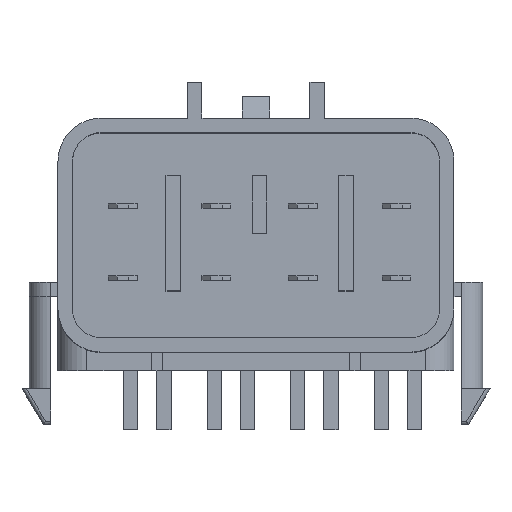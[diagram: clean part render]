
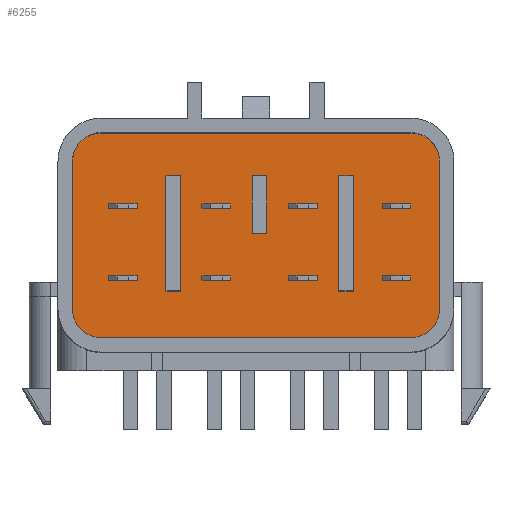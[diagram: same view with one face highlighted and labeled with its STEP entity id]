
A CAD part, top view. The second image highlights one B-rep face of the part: STEP entity #6255.
In plain terms, the highlighted planar face has unit normal (0, 0, 1).
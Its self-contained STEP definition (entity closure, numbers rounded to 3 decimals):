
#84=FACE_BOUND('',#589,.T.);
#85=FACE_BOUND('',#590,.T.);
#86=FACE_BOUND('',#591,.T.);
#101=CIRCLE('',#6685,2.);
#102=CIRCLE('',#6686,2.);
#103=CIRCLE('',#6687,2.);
#104=CIRCLE('',#6688,1.991);
#214=FACE_OUTER_BOUND('',#588,.T.);
#588=EDGE_LOOP('',(#4378,#4379,#4380,#4381,#4382,#4383,#4384,#4385));
#589=EDGE_LOOP('',(#4386,#4387,#4388,#4389));
#590=EDGE_LOOP('',(#4390,#4391,#4392,#4393));
#591=EDGE_LOOP('',(#4394,#4395,#4396,#4397));
#1069=LINE('',#9076,#1911);
#1070=LINE('',#9080,#1912);
#1071=LINE('',#9084,#1913);
#1072=LINE('',#9088,#1914);
#1073=LINE('',#9092,#1915);
#1074=LINE('',#9094,#1916);
#1075=LINE('',#9096,#1917);
#1076=LINE('',#9097,#1918);
#1077=LINE('',#9100,#1919);
#1078=LINE('',#9102,#1920);
#1079=LINE('',#9104,#1921);
#1080=LINE('',#9105,#1922);
#1081=LINE('',#9108,#1923);
#1082=LINE('',#9110,#1924);
#1083=LINE('',#9112,#1925);
#1084=LINE('',#9113,#1926);
#1911=VECTOR('',#7339,10.);
#1912=VECTOR('',#7342,10.);
#1913=VECTOR('',#7345,10.);
#1914=VECTOR('',#7348,10.);
#1915=VECTOR('',#7351,10.);
#1916=VECTOR('',#7352,10.);
#1917=VECTOR('',#7353,10.);
#1918=VECTOR('',#7354,10.);
#1919=VECTOR('',#7355,10.);
#1920=VECTOR('',#7356,10.);
#1921=VECTOR('',#7357,10.);
#1922=VECTOR('',#7358,10.);
#1923=VECTOR('',#7359,10.);
#1924=VECTOR('',#7360,10.);
#1925=VECTOR('',#7361,10.);
#1926=VECTOR('',#7362,10.);
#2711=VERTEX_POINT('',#9074);
#2712=VERTEX_POINT('',#9075);
#2713=VERTEX_POINT('',#9077);
#2714=VERTEX_POINT('',#9079);
#2715=VERTEX_POINT('',#9081);
#2716=VERTEX_POINT('',#9083);
#2717=VERTEX_POINT('',#9085);
#2718=VERTEX_POINT('',#9087);
#2719=VERTEX_POINT('',#9090);
#2720=VERTEX_POINT('',#9091);
#2721=VERTEX_POINT('',#9093);
#2722=VERTEX_POINT('',#9095);
#2723=VERTEX_POINT('',#9098);
#2724=VERTEX_POINT('',#9099);
#2725=VERTEX_POINT('',#9101);
#2726=VERTEX_POINT('',#9103);
#2727=VERTEX_POINT('',#9106);
#2728=VERTEX_POINT('',#9107);
#2729=VERTEX_POINT('',#9109);
#2730=VERTEX_POINT('',#9111);
#3351=EDGE_CURVE('',#2711,#2712,#1069,.T.);
#3352=EDGE_CURVE('',#2713,#2711,#101,.T.);
#3353=EDGE_CURVE('',#2714,#2713,#1070,.T.);
#3354=EDGE_CURVE('',#2715,#2714,#102,.T.);
#3355=EDGE_CURVE('',#2716,#2715,#1071,.T.);
#3356=EDGE_CURVE('',#2717,#2716,#103,.T.);
#3357=EDGE_CURVE('',#2718,#2717,#1072,.T.);
#3358=EDGE_CURVE('',#2712,#2718,#104,.T.);
#3359=EDGE_CURVE('',#2719,#2720,#1073,.T.);
#3360=EDGE_CURVE('',#2720,#2721,#1074,.T.);
#3361=EDGE_CURVE('',#2721,#2722,#1075,.T.);
#3362=EDGE_CURVE('',#2722,#2719,#1076,.T.);
#3363=EDGE_CURVE('',#2723,#2724,#1077,.T.);
#3364=EDGE_CURVE('',#2724,#2725,#1078,.T.);
#3365=EDGE_CURVE('',#2725,#2726,#1079,.T.);
#3366=EDGE_CURVE('',#2726,#2723,#1080,.T.);
#3367=EDGE_CURVE('',#2727,#2728,#1081,.T.);
#3368=EDGE_CURVE('',#2728,#2729,#1082,.T.);
#3369=EDGE_CURVE('',#2729,#2730,#1083,.T.);
#3370=EDGE_CURVE('',#2730,#2727,#1084,.T.);
#4378=ORIENTED_EDGE('',*,*,#3351,.F.);
#4379=ORIENTED_EDGE('',*,*,#3352,.F.);
#4380=ORIENTED_EDGE('',*,*,#3353,.F.);
#4381=ORIENTED_EDGE('',*,*,#3354,.F.);
#4382=ORIENTED_EDGE('',*,*,#3355,.F.);
#4383=ORIENTED_EDGE('',*,*,#3356,.F.);
#4384=ORIENTED_EDGE('',*,*,#3357,.F.);
#4385=ORIENTED_EDGE('',*,*,#3358,.F.);
#4386=ORIENTED_EDGE('',*,*,#3359,.T.);
#4387=ORIENTED_EDGE('',*,*,#3360,.T.);
#4388=ORIENTED_EDGE('',*,*,#3361,.T.);
#4389=ORIENTED_EDGE('',*,*,#3362,.T.);
#4390=ORIENTED_EDGE('',*,*,#3363,.T.);
#4391=ORIENTED_EDGE('',*,*,#3364,.T.);
#4392=ORIENTED_EDGE('',*,*,#3365,.T.);
#4393=ORIENTED_EDGE('',*,*,#3366,.T.);
#4394=ORIENTED_EDGE('',*,*,#3367,.T.);
#4395=ORIENTED_EDGE('',*,*,#3368,.T.);
#4396=ORIENTED_EDGE('',*,*,#3369,.T.);
#4397=ORIENTED_EDGE('',*,*,#3370,.T.);
#5905=PLANE('',#6684);
#6255=ADVANCED_FACE('',(#214,#84,#85,#86),#5905,.T.);
#6684=AXIS2_PLACEMENT_3D('',#9073,#7337,#7338);
#6685=AXIS2_PLACEMENT_3D('',#9078,#7340,#7341);
#6686=AXIS2_PLACEMENT_3D('',#9082,#7343,#7344);
#6687=AXIS2_PLACEMENT_3D('',#9086,#7346,#7347);
#6688=AXIS2_PLACEMENT_3D('',#9089,#7349,#7350);
#7337=DIRECTION('center_axis',(0.,0.,1.));
#7338=DIRECTION('ref_axis',(1.,0.,0.));
#7339=DIRECTION('',(0.,1.,0.));
#7340=DIRECTION('center_axis',(0.,0.,-1.));
#7341=DIRECTION('ref_axis',(-1.,0.,0.));
#7342=DIRECTION('',(-1.,0.,0.));
#7343=DIRECTION('center_axis',(0.,0.,-1.));
#7344=DIRECTION('ref_axis',(0.,-1.,0.));
#7345=DIRECTION('',(0.,-1.,0.));
#7346=DIRECTION('center_axis',(0.,0.,-1.));
#7347=DIRECTION('ref_axis',(1.,0.004,0.));
#7348=DIRECTION('',(1.,0.,0.));
#7349=DIRECTION('center_axis',(0.,0.,-1.));
#7350=DIRECTION('ref_axis',(0.004,1.,0.));
#7351=DIRECTION('',(0.,1.,0.));
#7352=DIRECTION('',(1.,0.,0.));
#7353=DIRECTION('',(0.,-1.,0.));
#7354=DIRECTION('',(-1.,0.,0.));
#7355=DIRECTION('',(0.,1.,0.));
#7356=DIRECTION('',(1.,0.,0.));
#7357=DIRECTION('',(0.,-1.,0.));
#7358=DIRECTION('',(-1.,0.,0.));
#7359=DIRECTION('',(0.,1.,0.));
#7360=DIRECTION('',(1.,0.,0.));
#7361=DIRECTION('',(0.,-1.,0.));
#7362=DIRECTION('',(-1.,0.,0.));
#9073=CARTESIAN_POINT('Origin',(3.25,3.875,0.));
#9074=CARTESIAN_POINT('',(-9.5,-1.25,0.));
#9075=CARTESIAN_POINT('',(-9.5,9.,0.));
#9076=CARTESIAN_POINT('',(-9.5,9.,0.));
#9077=CARTESIAN_POINT('',(-7.5,-3.25,0.));
#9078=CARTESIAN_POINT('Origin',(-7.5,-1.25,0.));
#9079=CARTESIAN_POINT('',(14.,-3.25,0.));
#9080=CARTESIAN_POINT('',(14.,-3.25,0.));
#9081=CARTESIAN_POINT('',(16.,-1.25,0.));
#9082=CARTESIAN_POINT('Origin',(14.,-1.25,0.));
#9083=CARTESIAN_POINT('',(16.,9.,0.));
#9084=CARTESIAN_POINT('',(16.,9.,0.));
#9085=CARTESIAN_POINT('',(14.,10.991,0.));
#9086=CARTESIAN_POINT('Origin',(14.,8.991,0.));
#9087=CARTESIAN_POINT('',(-7.5,10.991,0.));
#9088=CARTESIAN_POINT('',(-7.5,10.991,0.));
#9089=CARTESIAN_POINT('Origin',(-7.509,9.,0.));
#9090=CARTESIAN_POINT('',(9.,0.,0.));
#9091=CARTESIAN_POINT('',(9.,8.,0.));
#9092=CARTESIAN_POINT('',(9.,0.,0.));
#9093=CARTESIAN_POINT('',(10.,8.,0.));
#9094=CARTESIAN_POINT('',(9.,8.,0.));
#9095=CARTESIAN_POINT('',(10.,0.,0.));
#9096=CARTESIAN_POINT('',(10.,8.,0.));
#9097=CARTESIAN_POINT('',(10.,0.,0.));
#9098=CARTESIAN_POINT('',(3.,4.,0.));
#9099=CARTESIAN_POINT('',(3.,8.,0.));
#9100=CARTESIAN_POINT('',(3.,4.,0.));
#9101=CARTESIAN_POINT('',(4.,8.,0.));
#9102=CARTESIAN_POINT('',(3.,8.,0.));
#9103=CARTESIAN_POINT('',(4.,4.,0.));
#9104=CARTESIAN_POINT('',(4.,8.,0.));
#9105=CARTESIAN_POINT('',(4.,4.,0.));
#9106=CARTESIAN_POINT('',(-3.,0.,0.));
#9107=CARTESIAN_POINT('',(-3.,8.,0.));
#9108=CARTESIAN_POINT('',(-3.,0.,0.));
#9109=CARTESIAN_POINT('',(-2.,8.,0.));
#9110=CARTESIAN_POINT('',(-3.,8.,0.));
#9111=CARTESIAN_POINT('',(-2.,0.,0.));
#9112=CARTESIAN_POINT('',(-2.,8.,0.));
#9113=CARTESIAN_POINT('',(-2.,0.,0.));
